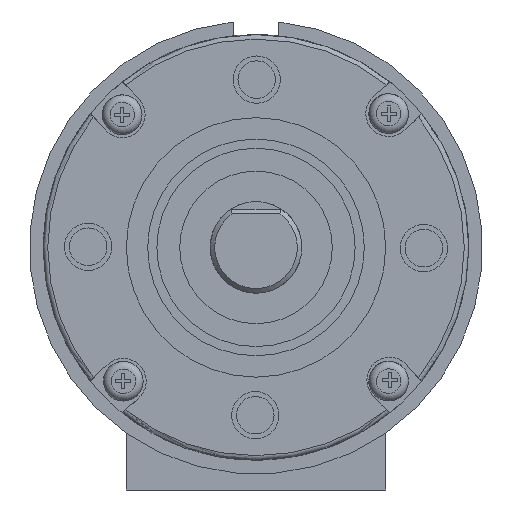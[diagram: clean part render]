
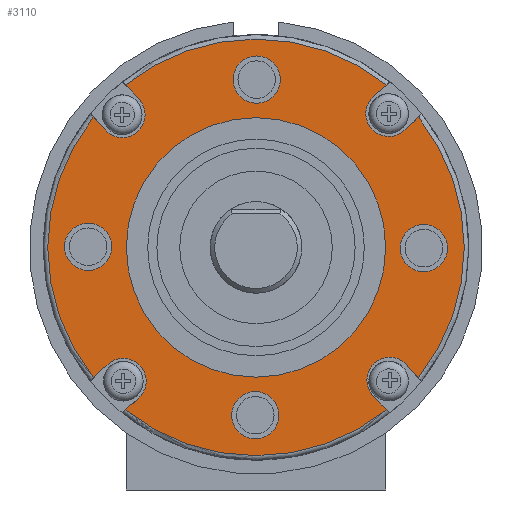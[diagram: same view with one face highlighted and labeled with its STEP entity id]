
A CAD part, front view. The second image highlights one B-rep face of the part: STEP entity #3110.
In plain terms, the highlighted planar face has unit normal (0, -1, 0).
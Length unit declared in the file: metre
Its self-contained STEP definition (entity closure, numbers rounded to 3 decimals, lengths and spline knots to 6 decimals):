
#139=LINE('',#5019,#414);
#140=LINE('',#5021,#415);
#141=LINE('',#5025,#416);
#142=LINE('',#5029,#417);
#143=LINE('',#5031,#418);
#144=LINE('',#5035,#419);
#145=LINE('',#5039,#420);
#146=LINE('',#5041,#421);
#147=LINE('',#5045,#422);
#148=LINE('',#5049,#423);
#149=LINE('',#5051,#424);
#150=LINE('',#5055,#425);
#414=VECTOR('',#4072,1.);
#415=VECTOR('',#4073,1.);
#416=VECTOR('',#4076,1.);
#417=VECTOR('',#4079,1.);
#418=VECTOR('',#4080,1.);
#419=VECTOR('',#4083,1.);
#420=VECTOR('',#4086,1.);
#421=VECTOR('',#4087,1.);
#422=VECTOR('',#4090,1.);
#423=VECTOR('',#4093,1.);
#424=VECTOR('',#4094,1.);
#425=VECTOR('',#4097,1.);
#692=PLANE('',#3690);
#863=ORIENTED_EDGE('',*,*,#1696,.T.);
#864=ORIENTED_EDGE('',*,*,#1697,.T.);
#865=ORIENTED_EDGE('',*,*,#1698,.T.);
#866=ORIENTED_EDGE('',*,*,#1699,.T.);
#867=ORIENTED_EDGE('',*,*,#1700,.T.);
#868=ORIENTED_EDGE('',*,*,#1701,.F.);
#869=ORIENTED_EDGE('',*,*,#1702,.T.);
#870=ORIENTED_EDGE('',*,*,#1703,.T.);
#871=ORIENTED_EDGE('',*,*,#1704,.T.);
#872=ORIENTED_EDGE('',*,*,#1705,.T.);
#873=ORIENTED_EDGE('',*,*,#1706,.F.);
#874=ORIENTED_EDGE('',*,*,#1707,.T.);
#875=ORIENTED_EDGE('',*,*,#1708,.T.);
#876=ORIENTED_EDGE('',*,*,#1709,.T.);
#877=ORIENTED_EDGE('',*,*,#1710,.T.);
#878=ORIENTED_EDGE('',*,*,#1711,.F.);
#879=ORIENTED_EDGE('',*,*,#1712,.T.);
#880=ORIENTED_EDGE('',*,*,#1713,.T.);
#881=ORIENTED_EDGE('',*,*,#1714,.T.);
#882=ORIENTED_EDGE('',*,*,#1715,.T.);
#883=ORIENTED_EDGE('',*,*,#1716,.F.);
#884=ORIENTED_EDGE('',*,*,#1717,.T.);
#885=ORIENTED_EDGE('',*,*,#1718,.T.);
#886=ORIENTED_EDGE('',*,*,#1719,.T.);
#887=ORIENTED_EDGE('',*,*,#1720,.T.);
#1696=EDGE_CURVE('',#2118,#2118,#2417,.T.);
#1697=EDGE_CURVE('',#2119,#2119,#2418,.T.);
#1698=EDGE_CURVE('',#2120,#2120,#2419,.T.);
#1699=EDGE_CURVE('',#2121,#2121,#2420,.T.);
#1700=EDGE_CURVE('',#2122,#2122,#2421,.T.);
#1701=EDGE_CURVE('',#2123,#2124,#2422,.T.);
#1702=EDGE_CURVE('',#2123,#2125,#139,.T.);
#1703=EDGE_CURVE('',#2125,#2126,#140,.T.);
#1704=EDGE_CURVE('',#2126,#2127,#2423,.T.);
#1705=EDGE_CURVE('',#2127,#2128,#141,.T.);
#1706=EDGE_CURVE('',#2129,#2128,#2424,.T.);
#1707=EDGE_CURVE('',#2129,#2130,#142,.T.);
#1708=EDGE_CURVE('',#2130,#2131,#143,.T.);
#1709=EDGE_CURVE('',#2131,#2132,#2425,.T.);
#1710=EDGE_CURVE('',#2132,#2133,#144,.T.);
#1711=EDGE_CURVE('',#2134,#2133,#2426,.T.);
#1712=EDGE_CURVE('',#2134,#2135,#145,.T.);
#1713=EDGE_CURVE('',#2135,#2136,#146,.T.);
#1714=EDGE_CURVE('',#2136,#2137,#2427,.T.);
#1715=EDGE_CURVE('',#2137,#2138,#147,.T.);
#1716=EDGE_CURVE('',#2139,#2138,#2428,.T.);
#1717=EDGE_CURVE('',#2139,#2140,#148,.T.);
#1718=EDGE_CURVE('',#2140,#2141,#149,.T.);
#1719=EDGE_CURVE('',#2141,#2142,#2429,.T.);
#1720=EDGE_CURVE('',#2142,#2124,#150,.T.);
#2118=VERTEX_POINT('',#5006);
#2119=VERTEX_POINT('',#5009);
#2120=VERTEX_POINT('',#5011);
#2121=VERTEX_POINT('',#5013);
#2122=VERTEX_POINT('',#5015);
#2123=VERTEX_POINT('',#5017);
#2124=VERTEX_POINT('',#5018);
#2125=VERTEX_POINT('',#5020);
#2126=VERTEX_POINT('',#5022);
#2127=VERTEX_POINT('',#5024);
#2128=VERTEX_POINT('',#5026);
#2129=VERTEX_POINT('',#5028);
#2130=VERTEX_POINT('',#5030);
#2131=VERTEX_POINT('',#5032);
#2132=VERTEX_POINT('',#5034);
#2133=VERTEX_POINT('',#5036);
#2134=VERTEX_POINT('',#5038);
#2135=VERTEX_POINT('',#5040);
#2136=VERTEX_POINT('',#5042);
#2137=VERTEX_POINT('',#5044);
#2138=VERTEX_POINT('',#5046);
#2139=VERTEX_POINT('',#5048);
#2140=VERTEX_POINT('',#5050);
#2141=VERTEX_POINT('',#5052);
#2142=VERTEX_POINT('',#5054);
#2417=CIRCLE('',#3689,0.0085);
#2418=CIRCLE('',#3691,0.00155);
#2419=CIRCLE('',#3692,0.00155);
#2420=CIRCLE('',#3693,0.00155);
#2421=CIRCLE('',#3694,0.00155);
#2422=CIRCLE('',#3695,0.01365);
#2423=CIRCLE('',#3696,0.0015);
#2424=CIRCLE('',#3697,0.01365);
#2425=CIRCLE('',#3698,0.0015);
#2426=CIRCLE('',#3699,0.01365);
#2427=CIRCLE('',#3700,0.0015);
#2428=CIRCLE('',#3701,0.01365);
#2429=CIRCLE('',#3702,0.0015);
#2570=EDGE_LOOP('',(#863));
#2571=EDGE_LOOP('',(#864));
#2572=EDGE_LOOP('',(#865));
#2573=EDGE_LOOP('',(#866));
#2574=EDGE_LOOP('',(#867));
#2575=EDGE_LOOP('',(#868,#869,#870,#871,#872,#873,#874,#875,#876,#877,#878,
#879,#880,#881,#882,#883,#884,#885,#886,#887));
#2844=FACE_BOUND('',#2570,.T.);
#2845=FACE_BOUND('',#2571,.T.);
#2846=FACE_BOUND('',#2572,.T.);
#2847=FACE_BOUND('',#2573,.T.);
#2848=FACE_BOUND('',#2574,.T.);
#2849=FACE_BOUND('',#2575,.T.);
#3110=ADVANCED_FACE('',(#2844,#2845,#2846,#2847,#2848,#2849),#692,.T.);
#3689=AXIS2_PLACEMENT_3D('',#5005,#4058,#4059);
#3690=AXIS2_PLACEMENT_3D('',#5007,#4060,#4061);
#3691=AXIS2_PLACEMENT_3D('',#5008,#4062,#4063);
#3692=AXIS2_PLACEMENT_3D('',#5010,#4064,#4065);
#3693=AXIS2_PLACEMENT_3D('',#5012,#4066,#4067);
#3694=AXIS2_PLACEMENT_3D('',#5014,#4068,#4069);
#3695=AXIS2_PLACEMENT_3D('',#5016,#4070,#4071);
#3696=AXIS2_PLACEMENT_3D('',#5023,#4074,#4075);
#3697=AXIS2_PLACEMENT_3D('',#5027,#4077,#4078);
#3698=AXIS2_PLACEMENT_3D('',#5033,#4081,#4082);
#3699=AXIS2_PLACEMENT_3D('',#5037,#4084,#4085);
#3700=AXIS2_PLACEMENT_3D('',#5043,#4088,#4089);
#3701=AXIS2_PLACEMENT_3D('',#5047,#4091,#4092);
#3702=AXIS2_PLACEMENT_3D('',#5053,#4095,#4096);
#4058=DIRECTION('',(0.,1.,0.));
#4059=DIRECTION('',(1.,0.,0.));
#4060=DIRECTION('',(0.,-1.,0.));
#4061=DIRECTION('',(1.,0.,0.));
#4062=DIRECTION('',(0.,1.,0.));
#4063=DIRECTION('',(1.,0.,0.));
#4064=DIRECTION('',(0.,1.,0.));
#4065=DIRECTION('',(1.,0.,0.));
#4066=DIRECTION('',(0.,1.,0.));
#4067=DIRECTION('',(1.,0.,0.));
#4068=DIRECTION('',(0.,1.,0.));
#4069=DIRECTION('',(1.,0.,0.));
#4070=DIRECTION('',(0.,1.,0.));
#4071=DIRECTION('',(1.,0.,0.));
#4072=DIRECTION('',(-0.68,0.,-0.733));
#4073=DIRECTION('',(-0.746,0.,-0.666));
#4074=DIRECTION('',(0.,1.,0.));
#4075=DIRECTION('',(-0.661,0.,0.75));
#4076=DIRECTION('',(0.75,0.,0.661));
#4077=DIRECTION('',(0.,1.,0.));
#4078=DIRECTION('',(0.,0.,1.));
#4079=DIRECTION('',(0.733,0.,-0.68));
#4080=DIRECTION('',(0.666,0.,-0.746));
#4081=DIRECTION('',(0.,1.,0.));
#4082=DIRECTION('',(-0.75,0.,-0.661));
#4083=DIRECTION('',(-0.661,0.,0.75));
#4084=DIRECTION('',(0.,1.,0.));
#4085=DIRECTION('',(-1.,0.,0.));
#4086=DIRECTION('',(0.68,0.,0.733));
#4087=DIRECTION('',(0.746,0.,0.666));
#4088=DIRECTION('',(0.,1.,0.));
#4089=DIRECTION('',(0.661,0.,-0.75));
#4090=DIRECTION('',(-0.75,0.,-0.661));
#4091=DIRECTION('',(0.,1.,0.));
#4092=DIRECTION('',(0.,0.,-1.));
#4093=DIRECTION('',(-0.733,0.,0.68));
#4094=DIRECTION('',(-0.666,0.,0.746));
#4095=DIRECTION('',(0.,1.,0.));
#4096=DIRECTION('',(0.75,0.,0.661));
#4097=DIRECTION('',(0.661,0.,-0.75));
#5005=CARTESIAN_POINT('',(0.,-0.0727,0.));
#5006=CARTESIAN_POINT('',(0.0085,-0.0727,0.));
#5007=CARTESIAN_POINT('',(0.,-0.0727,0.));
#5008=CARTESIAN_POINT('',(-0.000045,-0.0727,-0.011));
#5009=CARTESIAN_POINT('',(0.001505,-0.0727,-0.011));
#5010=CARTESIAN_POINT('',(-0.011,-0.0727,0.000045));
#5011=CARTESIAN_POINT('',(-0.00945,-0.0727,0.000045));
#5012=CARTESIAN_POINT('',(0.011,-0.0727,-0.000045));
#5013=CARTESIAN_POINT('',(0.01255,-0.0727,-0.000045));
#5014=CARTESIAN_POINT('',(0.000045,-0.0727,0.011));
#5015=CARTESIAN_POINT('',(0.001595,-0.0727,0.011));
#5016=CARTESIAN_POINT('',(0.,-0.0727,0.));
#5017=CARTESIAN_POINT('',(0.01064,-0.0727,0.00855));
#5018=CARTESIAN_POINT('',(0.01064,-0.0727,-0.008551));
#5019=CARTESIAN_POINT('',(0.006748,-0.0727,0.004351));
#5020=CARTESIAN_POINT('',(0.010333,-0.0727,0.008218));
#5021=CARTESIAN_POINT('',(0.005416,-0.0727,0.003829));
#5022=CARTESIAN_POINT('',(0.009696,-0.0727,0.007649));
#5023=CARTESIAN_POINT('',(0.008697,-0.0727,0.008768));
#5024=CARTESIAN_POINT('',(0.007705,-0.0727,0.009894));
#5025=CARTESIAN_POINT('',(0.003083,-0.0727,0.00582));
#5026=CARTESIAN_POINT('',(0.008551,-0.0727,0.01064));
#5027=CARTESIAN_POINT('',(0.,-0.0727,0.));
#5028=CARTESIAN_POINT('',(-0.00855,-0.0727,0.01064));
#5029=CARTESIAN_POINT('',(-0.004351,-0.0727,0.006748));
#5030=CARTESIAN_POINT('',(-0.008218,-0.0727,0.010333));
#5031=CARTESIAN_POINT('',(-0.003829,-0.0727,0.005416));
#5032=CARTESIAN_POINT('',(-0.007649,-0.0727,0.009696));
#5033=CARTESIAN_POINT('',(-0.008768,-0.0727,0.008697));
#5034=CARTESIAN_POINT('',(-0.009894,-0.0727,0.007705));
#5035=CARTESIAN_POINT('',(-0.00582,-0.0727,0.003083));
#5036=CARTESIAN_POINT('',(-0.01064,-0.0727,0.008551));
#5037=CARTESIAN_POINT('',(0.,-0.0727,0.));
#5038=CARTESIAN_POINT('',(-0.01064,-0.0727,-0.00855));
#5039=CARTESIAN_POINT('',(-0.006748,-0.0727,-0.004351));
#5040=CARTESIAN_POINT('',(-0.010333,-0.0727,-0.008218));
#5041=CARTESIAN_POINT('',(-0.005416,-0.0727,-0.003829));
#5042=CARTESIAN_POINT('',(-0.009696,-0.0727,-0.007649));
#5043=CARTESIAN_POINT('',(-0.008697,-0.0727,-0.008768));
#5044=CARTESIAN_POINT('',(-0.007705,-0.0727,-0.009894));
#5045=CARTESIAN_POINT('',(-0.003083,-0.0727,-0.00582));
#5046=CARTESIAN_POINT('',(-0.008551,-0.0727,-0.01064));
#5047=CARTESIAN_POINT('',(0.,-0.0727,0.));
#5048=CARTESIAN_POINT('',(0.00855,-0.0727,-0.01064));
#5049=CARTESIAN_POINT('',(0.004351,-0.0727,-0.006748));
#5050=CARTESIAN_POINT('',(0.008218,-0.0727,-0.010333));
#5051=CARTESIAN_POINT('',(0.003829,-0.0727,-0.005416));
#5052=CARTESIAN_POINT('',(0.007649,-0.0727,-0.009696));
#5053=CARTESIAN_POINT('',(0.008768,-0.0727,-0.008697));
#5054=CARTESIAN_POINT('',(0.009894,-0.0727,-0.007705));
#5055=CARTESIAN_POINT('',(0.00582,-0.0727,-0.003083));
